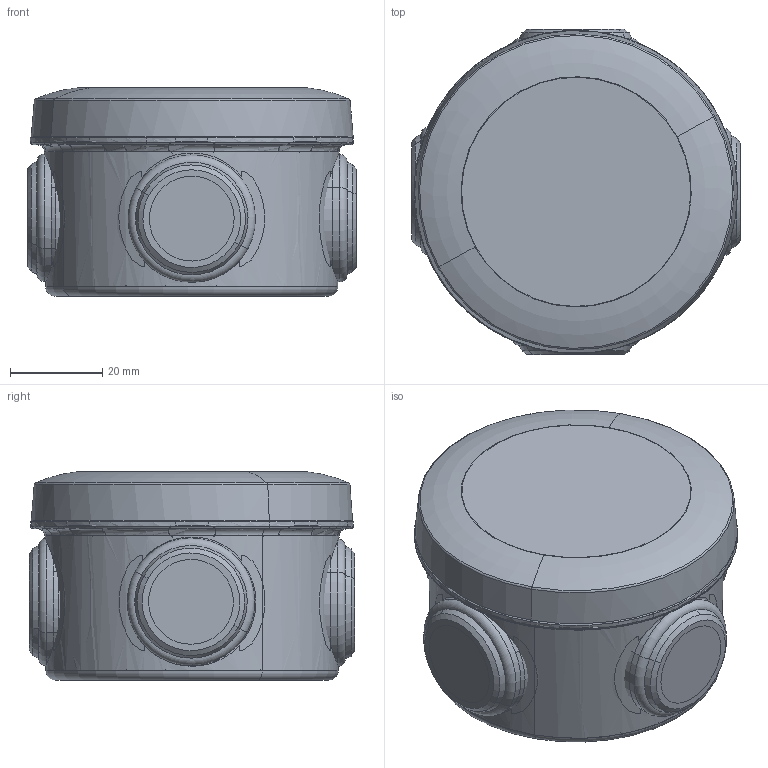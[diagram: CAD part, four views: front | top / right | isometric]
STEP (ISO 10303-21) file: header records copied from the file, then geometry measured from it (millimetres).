
FILE_DESCRIPTION(('CATIA V5 STEP Exchange','CAx-IF Rec.Pracs.--- Model Styling and Organization---1.4--- 2014-01-23'),'2;1');
FILE_NAME('092001 _AllCATPart.stp','2021-03-18T14:11:47+00:00',('none'),('none'),'CATIA Version 5-6 Release 2017 SP5','CATIA V5 STEP AP214','none');
FILE_SCHEMA(('AUTOMOTIVE_DESIGN { 1 0 10303 214 1 1 1 1 }'));
Length unit declared in the file: millimetre
Products named in the file (1): 092001 _AllCATPart
Bounding box: 71.19 x 70.43 x 45.11 mm (x, y, z)
Surface area: 44076 mm2 (no closed solid volume)
Topology: 0 solids, 10 shells, 240 faces, 862 edges, 632 vertices
Faces by surface type: bspline 131, plane 40, torus 37, cylinder 16, cone 12, revolution 2, extrusion 2
Entity records: 11715 total; most frequent: CARTESIAN_POINT 6029, ORIENTED_EDGE 1595, EDGE_CURVE 838, VERTEX_POINT 599, B_SPLINE_CURVE_WITH_KNOTS 534, DIRECTION 426, AXIS2_PLACEMENT_3D 290, EDGE_LOOP 265
